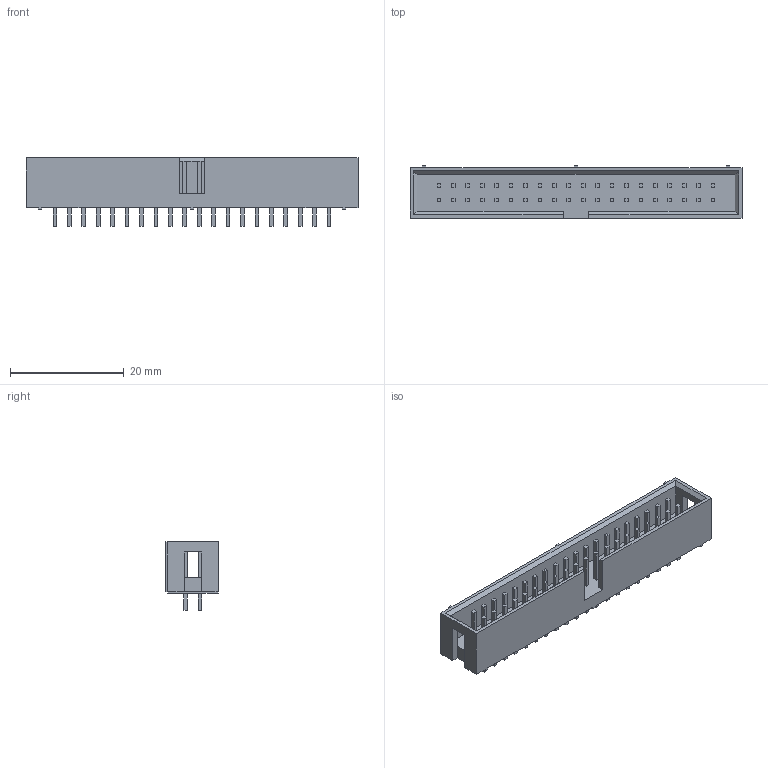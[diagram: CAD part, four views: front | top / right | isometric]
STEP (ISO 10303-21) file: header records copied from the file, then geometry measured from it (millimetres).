
FILE_DESCRIPTION (( 'STEP AP214' ), '1' );
FILE_NAME ('User Library-BH-10...64.STEP', '2010-11-06T06:40:10', ( 'sysAdmin' ), ( 'SolidWorks' ), 'SwSTEP 2.0', 'SolidWorks 2011', '' );
FILE_SCHEMA (( 'AUTOMOTIVE_DESIGN' ));
Length unit declared in the file: millimetre
Products named in the file (1): User Library-BH-10...64
Bounding box: 58.46 x 9.2 x 12.14 mm (x, y, z)
Volume: 2333.5 mm3; surface area: 3866 mm2
Topology: 1 solids, 1 shells, 463 faces, 1123 edges, 738 vertices
Faces by surface type: plane 463
Entity records: 17995 total; most frequent: CARTESIAN_POINT 2325, ORIENTED_EDGE 2246, DIRECTION 2051, EDGE_CURVE 1123, LINE 1123, VECTOR 1123, VERTEX_POINT 738, EDGE_LOOP 543
